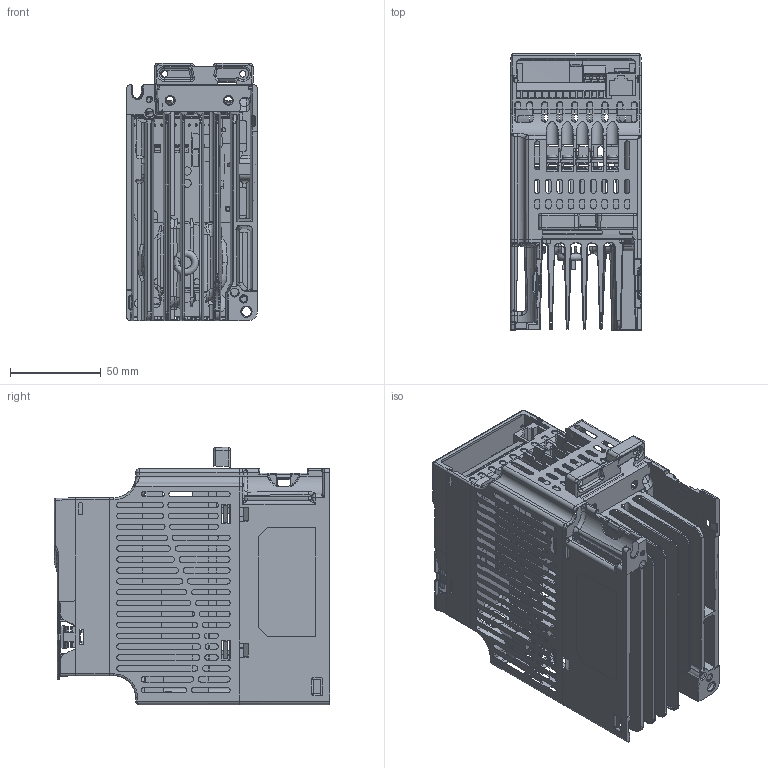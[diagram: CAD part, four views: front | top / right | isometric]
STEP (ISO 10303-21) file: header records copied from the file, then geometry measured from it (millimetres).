
FILE_DESCRIPTION(('HOOPS Exchange Step'),'2;1');
FILE_NAME('export-415A7DAC-C02B-400D-8CB9-8CAA5D4D0B39.stp','2023-10-23T14:56:21+02:00',('Gebruiker'),('Alibre'),'HOOPS Exchange 2022.0','Alibre','Unknown authorisation');
FILE_SCHEMA( ('AP242_MANAGED_MODEL_BASED_3D_ENGINEERING_MIM_LF {1 0 10303 442 1 1 4 }') );
Length unit declared in the file: millimetre
Products named in the file (1): 6327 VFD004E43T 400V-400V 0.4kW
Bounding box: 72 x 152 x 141.84 mm (x, y, z)
Surface area: 153879 mm2 (no closed solid volume)
Topology: 0 solids, 235 shells, 1104 faces, 6554 edges, 5524 vertices
Faces by surface type: plane 587, cylinder 318, torus 99, bspline 89, sphere 7, cone 4
Entity records: 140346 total; most frequent: CARTESIAN_POINT 94172, ORIENTED_EDGE 8190, DIRECTION 8008, EDGE_CURVE 6525, VERTEX_POINT 5519, VECTOR 3482, LINE 3482, AXIS2_PLACEMENT_3D 2263
